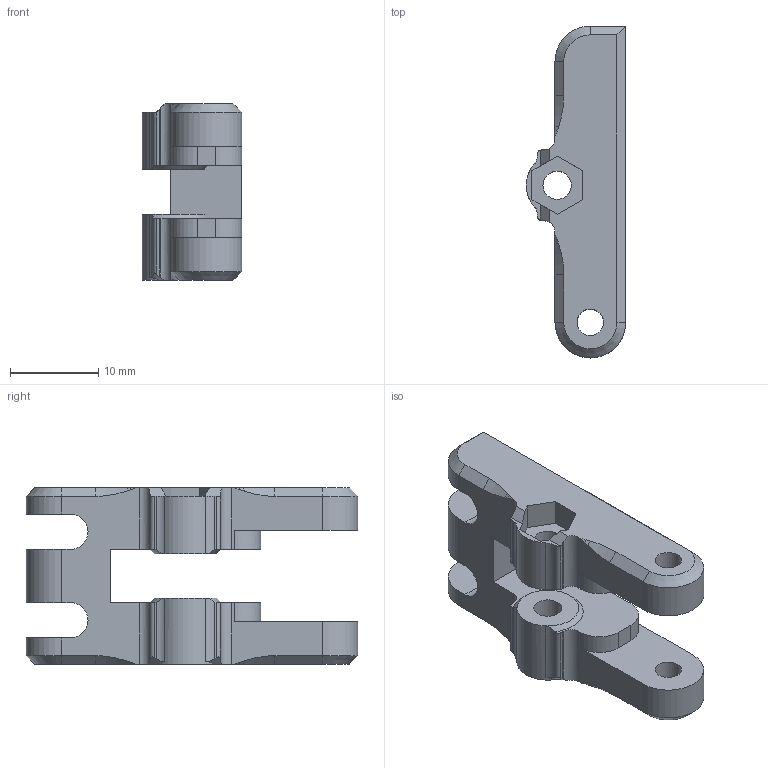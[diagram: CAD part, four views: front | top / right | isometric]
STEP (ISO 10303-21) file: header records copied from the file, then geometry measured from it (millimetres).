
FILE_DESCRIPTION(/* description */ (''),/* implementation_level */ '2;1');
FILE_NAME(/* name */ 'Extruder_Tensioner_623_bearing.stp',/* time_stamp */ '2016-01-19T12:15:32+09:00',/* author */ ('inornate'),/* organization */ (''),/* preprocessor_version */ 'ST-DEVELOPER v15.2',/* originating_system */ 'Autodesk Inventor 2014',/* authorisation */ '');
FILE_SCHEMA (('AUTOMOTIVE_DESIGN { 1 0 10303 214 3 1 1 }'));
Length unit declared in the file: millimetre
Products named in the file (1): Extruder_Tensioner_623_bearing
Bounding box: 11.24 x 37.5 x 20 mm (x, y, z)
Volume: 3682.8 mm3; surface area: 2692.7 mm2
Topology: 1 solids, 1 shells, 117 faces, 329 edges, 214 vertices
Faces by surface type: plane 66, cylinder 33, cone 18
Full cylindrical faces by diameter (mm): 3 x2, 3.2 x2
Entity records: 3840 total; most frequent: CARTESIAN_POINT 801, ORIENTED_EDGE 650, DIRECTION 607, EDGE_CURVE 325, LINE 215, VECTOR 215, VERTEX_POINT 214, AXIS2_PLACEMENT_3D 196
